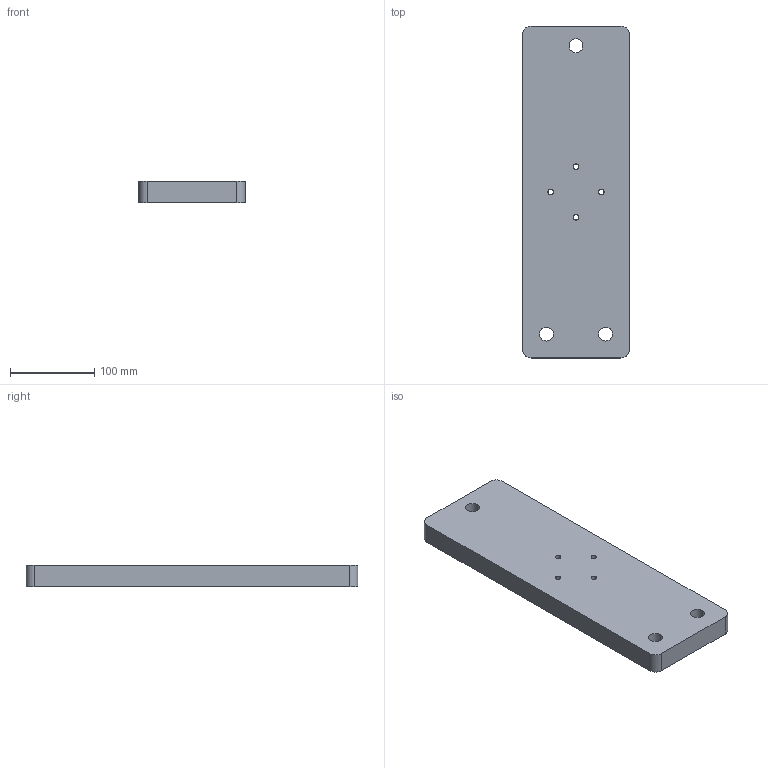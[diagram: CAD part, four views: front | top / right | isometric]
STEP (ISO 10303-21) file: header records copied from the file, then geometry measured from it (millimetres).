
FILE_DESCRIPTION(('CATIA V5 STEP Exchange'),'2;1');
FILE_NAME('RimRunningIn_FixingPlate.stp','2021-07-09T15:34:47+00:00',('none'),('none'),'CATIA Version 5-6 Release 2016','CATIA V5 STEP AP203','none');
FILE_SCHEMA(('CONFIG_CONTROL_DESIGN'));
Length unit declared in the file: millimetre
Products named in the file (1): RimRunningIn_FixingPlate
Bounding box: 126.5 x 393.5 x 25 mm (x, y, z)
Volume: 1222790.8 mm3; surface area: 129370 mm2
Topology: 1 solids, 1 shells, 24 faces, 66 edges, 45 vertices
Faces by surface type: cylinder 18, plane 6
Entity records: 788 total; most frequent: ORIENTED_EDGE 132, CARTESIAN_POINT 129, DIRECTION 100, EDGE_CURVE 66, AXIS2_PLACEMENT_3D 54, VERTEX_POINT 44, EDGE_LOOP 38, CIRCLE 36
